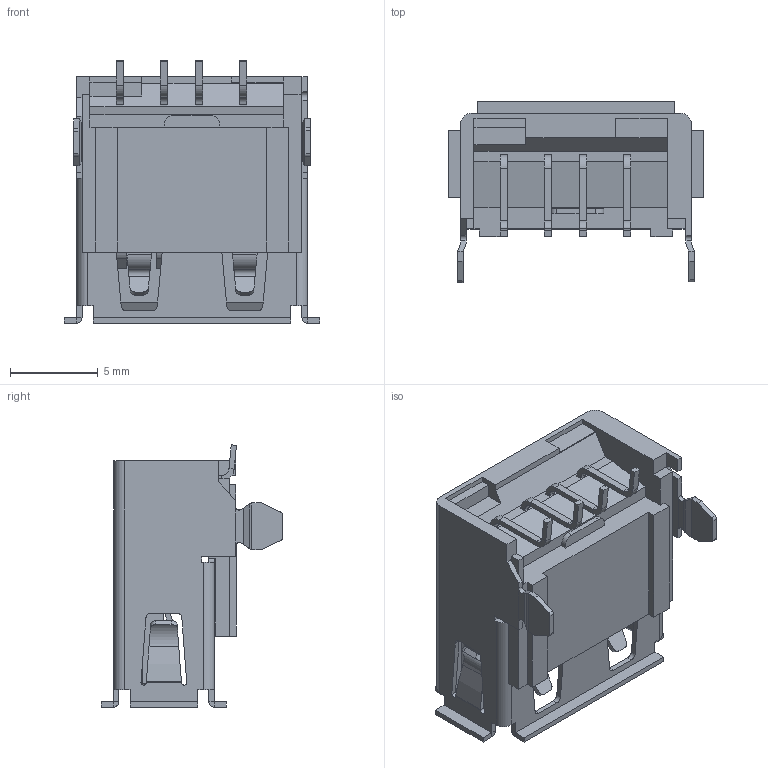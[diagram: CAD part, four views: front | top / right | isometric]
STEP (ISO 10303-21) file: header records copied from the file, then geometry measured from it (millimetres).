
FILE_DESCRIPTION(('STEP AP242'),'1');
FILE_NAME('875832010rlf.stp','2019-04-16T13:35:26',('TraceParts'),('TraceParts S.A.'),'Spatial InterOp 3D',' ',' ');
FILE_SCHEMA(('AP242_MANAGED_MODEL_BASED_3D_ENGINEERING_MIM_LF {1 0 10303 442 1 1 4}'));
Length unit declared in the file: millimetre
Products named in the file (1): 875832010rlf
Bounding box: 14.5 x 10.32 x 14.91 mm (x, y, z)
Volume: 620.8 mm3; surface area: 1480.5 mm2
Topology: 1 solids, 1 shells, 450 faces, 1186 edges, 739 vertices
Faces by surface type: plane 303, cylinder 145, cone 2
Entity records: 14006 total; most frequent: CARTESIAN_POINT 2880, ORIENTED_EDGE 2372, DIRECTION 2217, EDGE_CURVE 1186, LINE 881, VECTOR 881, VERTEX_POINT 739, AXIS2_PLACEMENT_3D 668
